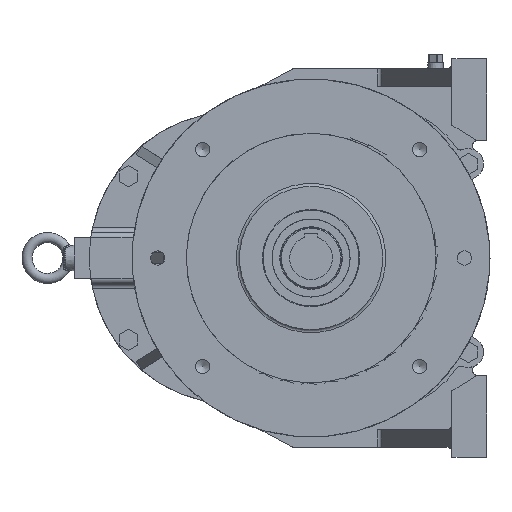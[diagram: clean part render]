
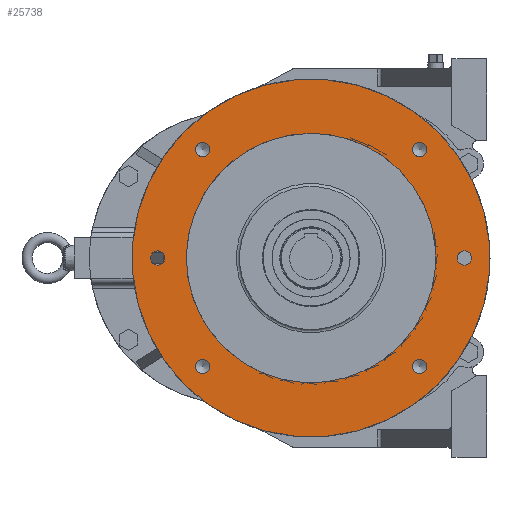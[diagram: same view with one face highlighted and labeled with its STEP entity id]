
A CAD part, left-side view. The second image highlights one B-rep face of the part: STEP entity #25738.
In plain terms, the highlighted planar face has unit normal (-1, 0, 0).
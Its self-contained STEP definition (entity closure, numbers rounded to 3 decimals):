
#252 = AXIS2_PLACEMENT_3D ( 'NONE', #12512, #22599, #12364 ) ;
#1096 = VERTEX_POINT ( 'NONE', #9189 ) ;
#1629 = CARTESIAN_POINT ( 'NONE',  ( -192.5, -213.275, 0. ) ) ;
#1649 = AXIS2_PLACEMENT_3D ( 'NONE', #16213, #25943, #13028 ) ;
#1929 = EDGE_CURVE ( 'NONE', #6034, #6034, #14526, .T. ) ;
#2283 = CARTESIAN_POINT ( 'NONE',  ( -192.5, -63.275, 0. ) ) ;
#2335 = VERTEX_POINT ( 'NONE', #26599 ) ;
#2971 = CARTESIAN_POINT ( 'NONE',  ( -192.5, -63.275, 122. ) ) ;
#3121 = ORIENTED_EDGE ( 'NONE', *, *, #6468, .F. ) ;
#3609 = CARTESIAN_POINT ( 'NONE',  ( -192.5, 86.725, 0. ) ) ;
#3645 = AXIS2_PLACEMENT_3D ( 'NONE', #1629, #11333, #21081 ) ;
#3792 = FACE_OUTER_BOUND ( 'NONE', #7259, .T. ) ;
#4424 = CARTESIAN_POINT ( 'NONE',  ( -192.5, 37.841, -101.116 ) ) ;
#4890 = CARTESIAN_POINT ( 'NONE',  ( -192.5, -187.019, 123.744 ) ) ;
#4987 = CARTESIAN_POINT ( 'NONE',  ( -192.5, -63.275, 0. ) ) ;
#5146 = AXIS2_PLACEMENT_3D ( 'NONE', #4987, #26526, #14080 ) ;
#5763 = EDGE_LOOP ( 'NONE', ( #13168 ) ) ;
#6034 = VERTEX_POINT ( 'NONE', #10647 ) ;
#6272 = DIRECTION ( 'NONE',  ( -1., 0., 0. ) ) ;
#6425 = CARTESIAN_POINT ( 'NONE',  ( -192.5, 42.791, -106.066 ) ) ;
#6468 = EDGE_CURVE ( 'NONE', #25361, #25361, #12956, .T. ) ;
#6633 = DIRECTION ( 'NONE',  ( -1., 0., 0. ) ) ;
#7040 = DIRECTION ( 'NONE',  ( 0., -0.707, 0.707 ) ) ;
#7204 = ORIENTED_EDGE ( 'NONE', *, *, #29078, .F. ) ;
#7259 = EDGE_LOOP ( 'NONE', ( #30534 ) ) ;
#8272 = VERTEX_POINT ( 'NONE', #11115 ) ;
#8694 = CIRCLE ( 'NONE', #5146, 175. ) ;
#9189 = CARTESIAN_POINT ( 'NONE',  ( -192.5, -174.291, -101.116 ) ) ;
#10647 = CARTESIAN_POINT ( 'NONE',  ( -192.5, 81.775, 4.95 ) ) ;
#11109 = FACE_BOUND ( 'NONE', #29831, .T. ) ;
#11115 = CARTESIAN_POINT ( 'NONE',  ( -192.5, -218.225, 4.95 ) ) ;
#11268 = FACE_BOUND ( 'NONE', #14730, .T. ) ;
#11333 = DIRECTION ( 'NONE',  ( -1., 0., 0. ) ) ;
#12186 = EDGE_LOOP ( 'NONE', ( #7204 ) ) ;
#12200 = VERTEX_POINT ( 'NONE', #2971 ) ;
#12364 = DIRECTION ( 'NONE',  ( 0., -0.707, 0.707 ) ) ;
#12512 = CARTESIAN_POINT ( 'NONE',  ( -192.5, 42.791, 106.066 ) ) ;
#12641 = EDGE_CURVE ( 'NONE', #8272, #8272, #13312, .T. ) ;
#12956 = CIRCLE ( 'NONE', #24701, 7. ) ;
#13028 = DIRECTION ( 'NONE',  ( 0., -0.707, 0.707 ) ) ;
#13168 = ORIENTED_EDGE ( 'NONE', *, *, #14367, .F. ) ;
#13208 = EDGE_CURVE ( 'NONE', #1096, #1096, #15398, .T. ) ;
#13312 = CIRCLE ( 'NONE', #3645, 7. ) ;
#13507 = DIRECTION ( 'NONE',  ( 0., -0.707, 0.707 ) ) ;
#13768 = DIRECTION ( 'NONE',  ( 0., 0., 1. ) ) ;
#14080 = DIRECTION ( 'NONE',  ( 0., -0.707, 0.707 ) ) ;
#14367 = EDGE_CURVE ( 'NONE', #2335, #2335, #24681, .T. ) ;
#14526 = CIRCLE ( 'NONE', #29316, 7. ) ;
#14730 = EDGE_LOOP ( 'NONE', ( #3121 ) ) ;
#15398 = CIRCLE ( 'NONE', #1649, 7. ) ;
#15706 = ORIENTED_EDGE ( 'NONE', *, *, #1929, .F. ) ;
#15920 = FACE_BOUND ( 'NONE', #25598, .T. ) ;
#16013 = DIRECTION ( 'NONE',  ( 0., -0.707, 0.707 ) ) ;
#16213 = CARTESIAN_POINT ( 'NONE',  ( -192.5, -169.341, -106.066 ) ) ;
#16221 = FACE_BOUND ( 'NONE', #12186, .T. ) ;
#16288 = ORIENTED_EDGE ( 'NONE', *, *, #12641, .F. ) ;
#16495 = DIRECTION ( 'NONE',  ( -1., 0., 0. ) ) ;
#16679 = CIRCLE ( 'NONE', #27399, 7. ) ;
#16858 = VERTEX_POINT ( 'NONE', #4890 ) ;
#18762 = VERTEX_POINT ( 'NONE', #4424 ) ;
#19713 = EDGE_CURVE ( 'NONE', #18762, #18762, #16679, .T. ) ;
#19791 = DIRECTION ( 'NONE',  ( -1., 0., 0. ) ) ;
#20188 = DIRECTION ( 'NONE',  ( -1., 0., 0. ) ) ;
#21081 = DIRECTION ( 'NONE',  ( 0., -0.707, 0.707 ) ) ;
#22113 = EDGE_LOOP ( 'NONE', ( #28400 ) ) ;
#22599 = DIRECTION ( 'NONE',  ( -1., 0., 0. ) ) ;
#23572 = PLANE ( 'NONE',  #25993 ) ;
#24131 = CARTESIAN_POINT ( 'NONE',  ( -192.5, -169.341, 106.066 ) ) ;
#24533 = CIRCLE ( 'NONE', #31167, 122. ) ;
#24681 = CIRCLE ( 'NONE', #252, 7. ) ;
#24701 = AXIS2_PLACEMENT_3D ( 'NONE', #24131, #19791, #7040 ) ;
#24838 = DIRECTION ( 'NONE',  ( 0., -0.707, 0.707 ) ) ;
#25049 = ORIENTED_EDGE ( 'NONE', *, *, #13208, .F. ) ;
#25361 = VERTEX_POINT ( 'NONE', #25814 ) ;
#25598 = EDGE_LOOP ( 'NONE', ( #25049 ) ) ;
#25662 = FACE_BOUND ( 'NONE', #22113, .T. ) ;
#25738 = ADVANCED_FACE ( 'NONE', ( #28054, #11268, #26123, #11109, #15920, #25662, #3792, #16221 ), #23572, .T. ) ;
#25808 = CARTESIAN_POINT ( 'NONE',  ( -192.5, -187.019, -123.744 ) ) ;
#25814 = CARTESIAN_POINT ( 'NONE',  ( -192.5, -174.291, 111.016 ) ) ;
#25943 = DIRECTION ( 'NONE',  ( -1., 0., 0. ) ) ;
#25993 = AXIS2_PLACEMENT_3D ( 'NONE', #25808, #6633, #13507 ) ;
#26123 = FACE_BOUND ( 'NONE', #27626, .T. ) ;
#26526 = DIRECTION ( 'NONE',  ( -1., 0., 0. ) ) ;
#26599 = CARTESIAN_POINT ( 'NONE',  ( -192.5, 37.841, 111.016 ) ) ;
#26804 = EDGE_CURVE ( 'NONE', #16858, #16858, #8694, .T. ) ;
#27399 = AXIS2_PLACEMENT_3D ( 'NONE', #6425, #6272, #16013 ) ;
#27626 = EDGE_LOOP ( 'NONE', ( #15706 ) ) ;
#28054 = FACE_BOUND ( 'NONE', #5763, .T. ) ;
#28400 = ORIENTED_EDGE ( 'NONE', *, *, #19713, .F. ) ;
#29078 = EDGE_CURVE ( 'NONE', #12200, #12200, #24533, .T. ) ;
#29316 = AXIS2_PLACEMENT_3D ( 'NONE', #3609, #20188, #24838 ) ;
#29831 = EDGE_LOOP ( 'NONE', ( #16288 ) ) ;
#30534 = ORIENTED_EDGE ( 'NONE', *, *, #26804, .T. ) ;
#31167 = AXIS2_PLACEMENT_3D ( 'NONE', #2283, #16495, #13768 ) ;
